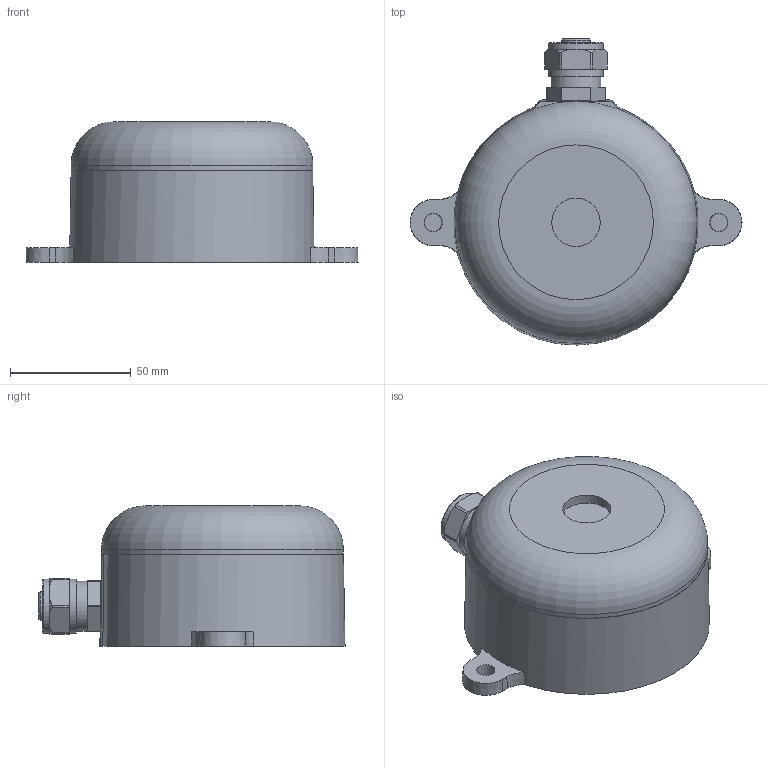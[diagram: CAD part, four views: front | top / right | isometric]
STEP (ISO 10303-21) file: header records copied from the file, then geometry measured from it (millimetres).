
FILE_DESCRIPTION(('STEP AP203'), '1');
FILE_NAME('昦摜蠉 藉 捚 (鼀殣-誺鵳)', '2017-02-03T05:42:01', ('st'), (''), 'ASCON STEP Converter 1.3', 'ASCON Math Kernel', '');
FILE_SCHEMA(('CONFIG_CONTROL_DESIGN'));
Length unit declared in the file: millimetre
Products named in the file (5): 1; 2; 3; 4; 5
Assembly tree (4 placements, depth 2):
  1
    2
    3
    4
    5
Bounding box: 137.21 x 126.5 x 58 mm (x, y, z)
Volume: 56804.9 mm3; surface area: 73823.3 mm2
Topology: 4 solids, 8 shells, 180 faces, 421 edges, 281 vertices
Faces by surface type: plane 71, cone 66, cylinder 36, torus 6, bspline 1
Full cylindrical faces by diameter (mm): 8 x1, 12 x1, 16 x2, 18.5 x1, 18.9 x1, 20 x1, 20.6 x2, 22.4 x1, 22.5 x1, 96 x2, 100 x1
Entity records: 6739 total; most frequent: CARTESIAN_POINT 2248, DIRECTION 911, ORIENTED_EDGE 840, EDGE_CURVE 420, AXIS2_PLACEMENT_3D 369, VERTEX_POINT 277, EDGE_LOOP 217, CIRCLE 189
